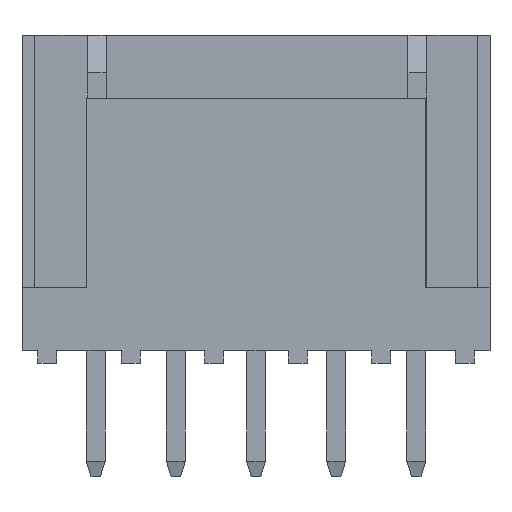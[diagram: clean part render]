
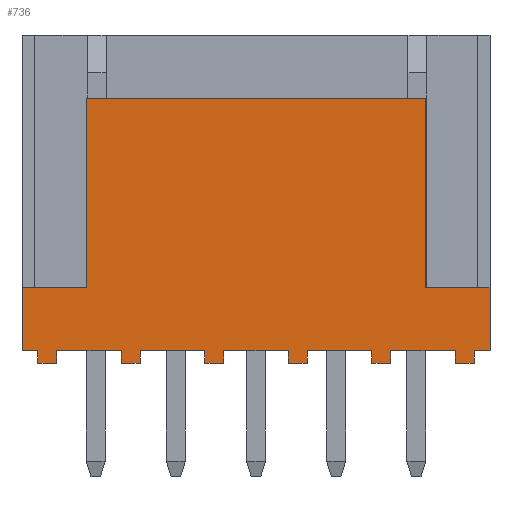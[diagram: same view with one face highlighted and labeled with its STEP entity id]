
A CAD part, front view. The second image highlights one B-rep face of the part: STEP entity #736.
In plain terms, the highlighted planar face has unit normal (0, -1, 0).
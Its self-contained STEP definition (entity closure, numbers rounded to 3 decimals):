
#43 = VERTEX_POINT('',#44);
#44 = CARTESIAN_POINT('',(7.415,-2.5,6.));
#50 = EDGE_CURVE('',#43,#51,#53,.T.);
#51 = VERTEX_POINT('',#52);
#52 = CARTESIAN_POINT('',(7.415,-2.5,4.));
#53 = LINE('',#54,#55);
#54 = CARTESIAN_POINT('',(7.415,-2.5,6.));
#55 = VECTOR('',#56,1.);
#56 = DIRECTION('',(0.,0.,-1.));
#264 = VERTEX_POINT('',#265);
#265 = CARTESIAN_POINT('',(-7.415,-2.5,4.));
#271 = EDGE_CURVE('',#272,#264,#274,.T.);
#272 = VERTEX_POINT('',#273);
#273 = CARTESIAN_POINT('',(-6.915,-2.5,4.));
#274 = LINE('',#275,#276);
#275 = CARTESIAN_POINT('',(7.415,-2.5,4.));
#276 = VECTOR('',#277,1.);
#277 = DIRECTION('',(-1.,0.,0.));
#296 = VERTEX_POINT('',#297);
#297 = CARTESIAN_POINT('',(-6.315,-2.5,4.));
#303 = EDGE_CURVE('',#304,#296,#306,.T.);
#304 = VERTEX_POINT('',#305);
#305 = CARTESIAN_POINT('',(-4.269,-2.5,4.));
#306 = LINE('',#307,#308);
#307 = CARTESIAN_POINT('',(7.415,-2.5,4.));
#308 = VECTOR('',#309,1.);
#309 = DIRECTION('',(-1.,0.,0.));
#328 = VERTEX_POINT('',#329);
#329 = CARTESIAN_POINT('',(-3.669,-2.5,4.));
#335 = EDGE_CURVE('',#336,#328,#338,.T.);
#336 = VERTEX_POINT('',#337);
#337 = CARTESIAN_POINT('',(-1.623,-2.5,4.));
#338 = LINE('',#339,#340);
#339 = CARTESIAN_POINT('',(7.415,-2.5,4.));
#340 = VECTOR('',#341,1.);
#341 = DIRECTION('',(-1.,0.,0.));
#360 = VERTEX_POINT('',#361);
#361 = CARTESIAN_POINT('',(-1.023,-2.5,4.));
#367 = EDGE_CURVE('',#368,#360,#370,.T.);
#368 = VERTEX_POINT('',#369);
#369 = CARTESIAN_POINT('',(1.023,-2.5,4.));
#370 = LINE('',#371,#372);
#371 = CARTESIAN_POINT('',(7.415,-2.5,4.));
#372 = VECTOR('',#373,1.);
#373 = DIRECTION('',(-1.,0.,0.));
#392 = VERTEX_POINT('',#393);
#393 = CARTESIAN_POINT('',(1.623,-2.5,4.));
#399 = EDGE_CURVE('',#400,#392,#402,.T.);
#400 = VERTEX_POINT('',#401);
#401 = CARTESIAN_POINT('',(3.669,-2.5,4.));
#402 = LINE('',#403,#404);
#403 = CARTESIAN_POINT('',(7.415,-2.5,4.));
#404 = VECTOR('',#405,1.);
#405 = DIRECTION('',(-1.,0.,0.));
#424 = VERTEX_POINT('',#425);
#425 = CARTESIAN_POINT('',(4.269,-2.5,4.));
#431 = EDGE_CURVE('',#432,#424,#434,.T.);
#432 = VERTEX_POINT('',#433);
#433 = CARTESIAN_POINT('',(6.315,-2.5,4.));
#434 = LINE('',#435,#436);
#435 = CARTESIAN_POINT('',(7.415,-2.5,4.));
#436 = VECTOR('',#437,1.);
#437 = DIRECTION('',(-1.,0.,0.));
#456 = VERTEX_POINT('',#457);
#457 = CARTESIAN_POINT('',(6.915,-2.5,4.));
#463 = EDGE_CURVE('',#51,#456,#464,.T.);
#464 = LINE('',#465,#466);
#465 = CARTESIAN_POINT('',(7.415,-2.5,4.));
#466 = VECTOR('',#467,1.);
#467 = DIRECTION('',(-1.,0.,0.));
#736 = ADVANCED_FACE('',(#737),#941,.F.);
#737 = FACE_BOUND('',#738,.T.);
#738 = EDGE_LOOP('',(#739,#749,#757,#765,#773,#781,#787,#788,#796,#804,
    #810,#811,#819,#827,#833,#834,#842,#850,#856,#857,#865,#873,#879,
    #880,#888,#896,#902,#903,#911,#919,#925,#926,#927,#935));
#739 = ORIENTED_EDGE('',*,*,#740,.T.);
#740 = EDGE_CURVE('',#741,#743,#745,.T.);
#741 = VERTEX_POINT('',#742);
#742 = CARTESIAN_POINT('',(5.38,-2.5,6.));
#743 = VERTEX_POINT('',#744);
#744 = CARTESIAN_POINT('',(5.38,-2.5,12.));
#745 = LINE('',#746,#747);
#746 = CARTESIAN_POINT('',(5.38,-2.5,6.));
#747 = VECTOR('',#748,1.);
#748 = DIRECTION('',(0.,0.,1.));
#749 = ORIENTED_EDGE('',*,*,#750,.T.);
#750 = EDGE_CURVE('',#743,#751,#753,.T.);
#751 = VERTEX_POINT('',#752);
#752 = CARTESIAN_POINT('',(-5.38,-2.5,12.));
#753 = LINE('',#754,#755);
#754 = CARTESIAN_POINT('',(5.38,-2.5,12.));
#755 = VECTOR('',#756,1.);
#756 = DIRECTION('',(-1.,0.,0.));
#757 = ORIENTED_EDGE('',*,*,#758,.F.);
#758 = EDGE_CURVE('',#759,#751,#761,.T.);
#759 = VERTEX_POINT('',#760);
#760 = CARTESIAN_POINT('',(-5.38,-2.5,6.));
#761 = LINE('',#762,#763);
#762 = CARTESIAN_POINT('',(-5.38,-2.5,6.));
#763 = VECTOR('',#764,1.);
#764 = DIRECTION('',(0.,0.,1.));
#765 = ORIENTED_EDGE('',*,*,#766,.T.);
#766 = EDGE_CURVE('',#759,#767,#769,.T.);
#767 = VERTEX_POINT('',#768);
#768 = CARTESIAN_POINT('',(-7.015,-2.5,6.));
#769 = LINE('',#770,#771);
#770 = CARTESIAN_POINT('',(7.415,-2.5,6.));
#771 = VECTOR('',#772,1.);
#772 = DIRECTION('',(-1.,0.,0.));
#773 = ORIENTED_EDGE('',*,*,#774,.T.);
#774 = EDGE_CURVE('',#767,#775,#777,.T.);
#775 = VERTEX_POINT('',#776);
#776 = CARTESIAN_POINT('',(-7.415,-2.5,6.));
#777 = LINE('',#778,#779);
#778 = CARTESIAN_POINT('',(7.415,-2.5,6.));
#779 = VECTOR('',#780,1.);
#780 = DIRECTION('',(-1.,0.,0.));
#781 = ORIENTED_EDGE('',*,*,#782,.T.);
#782 = EDGE_CURVE('',#775,#264,#783,.T.);
#783 = LINE('',#784,#785);
#784 = CARTESIAN_POINT('',(-7.415,-2.5,5.));
#785 = VECTOR('',#786,1.);
#786 = DIRECTION('',(0.,0.,-1.));
#787 = ORIENTED_EDGE('',*,*,#271,.F.);
#788 = ORIENTED_EDGE('',*,*,#789,.T.);
#789 = EDGE_CURVE('',#272,#790,#792,.T.);
#790 = VERTEX_POINT('',#791);
#791 = CARTESIAN_POINT('',(-6.915,-2.5,3.6));
#792 = LINE('',#793,#794);
#793 = CARTESIAN_POINT('',(-6.915,-2.5,4.));
#794 = VECTOR('',#795,1.);
#795 = DIRECTION('',(0.,0.,-1.));
#796 = ORIENTED_EDGE('',*,*,#797,.T.);
#797 = EDGE_CURVE('',#790,#798,#800,.T.);
#798 = VERTEX_POINT('',#799);
#799 = CARTESIAN_POINT('',(-6.315,-2.5,3.6));
#800 = LINE('',#801,#802);
#801 = CARTESIAN_POINT('',(-6.915,-2.5,3.6));
#802 = VECTOR('',#803,1.);
#803 = DIRECTION('',(1.,0.,0.));
#804 = ORIENTED_EDGE('',*,*,#805,.F.);
#805 = EDGE_CURVE('',#296,#798,#806,.T.);
#806 = LINE('',#807,#808);
#807 = CARTESIAN_POINT('',(-6.315,-2.5,4.));
#808 = VECTOR('',#809,1.);
#809 = DIRECTION('',(0.,0.,-1.));
#810 = ORIENTED_EDGE('',*,*,#303,.F.);
#811 = ORIENTED_EDGE('',*,*,#812,.T.);
#812 = EDGE_CURVE('',#304,#813,#815,.T.);
#813 = VERTEX_POINT('',#814);
#814 = CARTESIAN_POINT('',(-4.269,-2.5,3.6));
#815 = LINE('',#816,#817);
#816 = CARTESIAN_POINT('',(-4.269,-2.5,4.));
#817 = VECTOR('',#818,1.);
#818 = DIRECTION('',(0.,0.,-1.));
#819 = ORIENTED_EDGE('',*,*,#820,.T.);
#820 = EDGE_CURVE('',#813,#821,#823,.T.);
#821 = VERTEX_POINT('',#822);
#822 = CARTESIAN_POINT('',(-3.669,-2.5,3.6));
#823 = LINE('',#824,#825);
#824 = CARTESIAN_POINT('',(-4.269,-2.5,3.6));
#825 = VECTOR('',#826,1.);
#826 = DIRECTION('',(1.,0.,0.));
#827 = ORIENTED_EDGE('',*,*,#828,.F.);
#828 = EDGE_CURVE('',#328,#821,#829,.T.);
#829 = LINE('',#830,#831);
#830 = CARTESIAN_POINT('',(-3.669,-2.5,4.));
#831 = VECTOR('',#832,1.);
#832 = DIRECTION('',(0.,0.,-1.));
#833 = ORIENTED_EDGE('',*,*,#335,.F.);
#834 = ORIENTED_EDGE('',*,*,#835,.T.);
#835 = EDGE_CURVE('',#336,#836,#838,.T.);
#836 = VERTEX_POINT('',#837);
#837 = CARTESIAN_POINT('',(-1.623,-2.5,3.6));
#838 = LINE('',#839,#840);
#839 = CARTESIAN_POINT('',(-1.623,-2.5,4.));
#840 = VECTOR('',#841,1.);
#841 = DIRECTION('',(0.,0.,-1.));
#842 = ORIENTED_EDGE('',*,*,#843,.T.);
#843 = EDGE_CURVE('',#836,#844,#846,.T.);
#844 = VERTEX_POINT('',#845);
#845 = CARTESIAN_POINT('',(-1.023,-2.5,3.6));
#846 = LINE('',#847,#848);
#847 = CARTESIAN_POINT('',(-1.623,-2.5,3.6));
#848 = VECTOR('',#849,1.);
#849 = DIRECTION('',(1.,0.,0.));
#850 = ORIENTED_EDGE('',*,*,#851,.F.);
#851 = EDGE_CURVE('',#360,#844,#852,.T.);
#852 = LINE('',#853,#854);
#853 = CARTESIAN_POINT('',(-1.023,-2.5,4.));
#854 = VECTOR('',#855,1.);
#855 = DIRECTION('',(0.,0.,-1.));
#856 = ORIENTED_EDGE('',*,*,#367,.F.);
#857 = ORIENTED_EDGE('',*,*,#858,.T.);
#858 = EDGE_CURVE('',#368,#859,#861,.T.);
#859 = VERTEX_POINT('',#860);
#860 = CARTESIAN_POINT('',(1.023,-2.5,3.6));
#861 = LINE('',#862,#863);
#862 = CARTESIAN_POINT('',(1.023,-2.5,4.));
#863 = VECTOR('',#864,1.);
#864 = DIRECTION('',(0.,0.,-1.));
#865 = ORIENTED_EDGE('',*,*,#866,.T.);
#866 = EDGE_CURVE('',#859,#867,#869,.T.);
#867 = VERTEX_POINT('',#868);
#868 = CARTESIAN_POINT('',(1.623,-2.5,3.6));
#869 = LINE('',#870,#871);
#870 = CARTESIAN_POINT('',(1.023,-2.5,3.6));
#871 = VECTOR('',#872,1.);
#872 = DIRECTION('',(1.,0.,0.));
#873 = ORIENTED_EDGE('',*,*,#874,.F.);
#874 = EDGE_CURVE('',#392,#867,#875,.T.);
#875 = LINE('',#876,#877);
#876 = CARTESIAN_POINT('',(1.623,-2.5,4.));
#877 = VECTOR('',#878,1.);
#878 = DIRECTION('',(0.,0.,-1.));
#879 = ORIENTED_EDGE('',*,*,#399,.F.);
#880 = ORIENTED_EDGE('',*,*,#881,.T.);
#881 = EDGE_CURVE('',#400,#882,#884,.T.);
#882 = VERTEX_POINT('',#883);
#883 = CARTESIAN_POINT('',(3.669,-2.5,3.6));
#884 = LINE('',#885,#886);
#885 = CARTESIAN_POINT('',(3.669,-2.5,4.));
#886 = VECTOR('',#887,1.);
#887 = DIRECTION('',(0.,0.,-1.));
#888 = ORIENTED_EDGE('',*,*,#889,.T.);
#889 = EDGE_CURVE('',#882,#890,#892,.T.);
#890 = VERTEX_POINT('',#891);
#891 = CARTESIAN_POINT('',(4.269,-2.5,3.6));
#892 = LINE('',#893,#894);
#893 = CARTESIAN_POINT('',(3.669,-2.5,3.6));
#894 = VECTOR('',#895,1.);
#895 = DIRECTION('',(1.,0.,0.));
#896 = ORIENTED_EDGE('',*,*,#897,.F.);
#897 = EDGE_CURVE('',#424,#890,#898,.T.);
#898 = LINE('',#899,#900);
#899 = CARTESIAN_POINT('',(4.269,-2.5,4.));
#900 = VECTOR('',#901,1.);
#901 = DIRECTION('',(0.,0.,-1.));
#902 = ORIENTED_EDGE('',*,*,#431,.F.);
#903 = ORIENTED_EDGE('',*,*,#904,.T.);
#904 = EDGE_CURVE('',#432,#905,#907,.T.);
#905 = VERTEX_POINT('',#906);
#906 = CARTESIAN_POINT('',(6.315,-2.5,3.6));
#907 = LINE('',#908,#909);
#908 = CARTESIAN_POINT('',(6.315,-2.5,4.));
#909 = VECTOR('',#910,1.);
#910 = DIRECTION('',(0.,0.,-1.));
#911 = ORIENTED_EDGE('',*,*,#912,.T.);
#912 = EDGE_CURVE('',#905,#913,#915,.T.);
#913 = VERTEX_POINT('',#914);
#914 = CARTESIAN_POINT('',(6.915,-2.5,3.6));
#915 = LINE('',#916,#917);
#916 = CARTESIAN_POINT('',(6.315,-2.5,3.6));
#917 = VECTOR('',#918,1.);
#918 = DIRECTION('',(1.,0.,0.));
#919 = ORIENTED_EDGE('',*,*,#920,.F.);
#920 = EDGE_CURVE('',#456,#913,#921,.T.);
#921 = LINE('',#922,#923);
#922 = CARTESIAN_POINT('',(6.915,-2.5,4.));
#923 = VECTOR('',#924,1.);
#924 = DIRECTION('',(0.,0.,-1.));
#925 = ORIENTED_EDGE('',*,*,#463,.F.);
#926 = ORIENTED_EDGE('',*,*,#50,.F.);
#927 = ORIENTED_EDGE('',*,*,#928,.T.);
#928 = EDGE_CURVE('',#43,#929,#931,.T.);
#929 = VERTEX_POINT('',#930);
#930 = CARTESIAN_POINT('',(7.015,-2.5,6.));
#931 = LINE('',#932,#933);
#932 = CARTESIAN_POINT('',(7.415,-2.5,6.));
#933 = VECTOR('',#934,1.);
#934 = DIRECTION('',(-1.,0.,0.));
#935 = ORIENTED_EDGE('',*,*,#936,.T.);
#936 = EDGE_CURVE('',#929,#741,#937,.T.);
#937 = LINE('',#938,#939);
#938 = CARTESIAN_POINT('',(7.415,-2.5,6.));
#939 = VECTOR('',#940,1.);
#940 = DIRECTION('',(-1.,0.,0.));
#941 = PLANE('',#942);
#942 = AXIS2_PLACEMENT_3D('',#943,#944,#945);
#943 = CARTESIAN_POINT('',(5.38,-2.5,6.));
#944 = DIRECTION('',(0.,1.,0.));
#945 = DIRECTION('',(0.,0.,1.));
